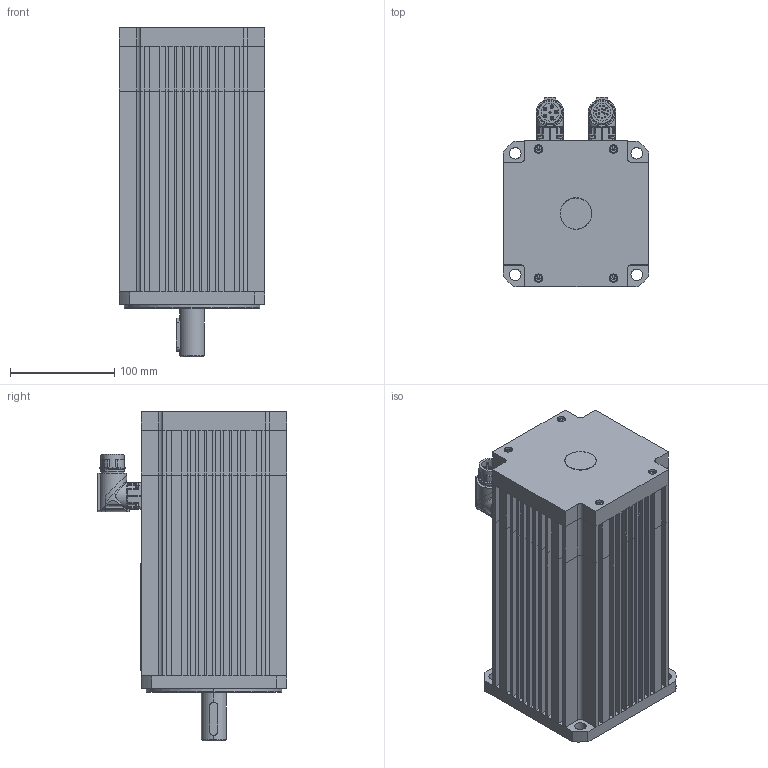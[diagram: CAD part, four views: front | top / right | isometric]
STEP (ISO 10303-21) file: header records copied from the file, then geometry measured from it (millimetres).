
FILE_DESCRIPTION((''),'2;1');
FILE_NAME('FP-1714 + E. Heidenh ECN-EQN 1100.stp','2012-09-14T10:06:32',('arodrigo'),(''),'Autodesk Inventor 9','Autodesk Inventor 9','');
FILE_SCHEMA(('AUTOMOTIVE_DESIGN { 1 0 10303 214 1 1 1 1 }'));
Length unit declared in the file: millimetre
Products named in the file (1): Pieza2
Bounding box: 140 x 182.15 x 316.4 mm (x, y, z)
Volume: 2615898.7 mm3; surface area: 451630 mm2
Topology: 26 solids, 34 shells, 1563 faces, 4012 edges, 2427 vertices
Faces by surface type: plane 732, cylinder 464, bspline 153, cone 96, sphere 62, torus 56
Entity records: 48089 total; most frequent: CARTESIAN_POINT 11233, DIRECTION 7774, ORIENTED_EDGE 7664, EDGE_CURVE 3832, AXIS2_PLACEMENT_3D 2882, VERTEX_POINT 2411, VECTOR 2010, LINE 2010
